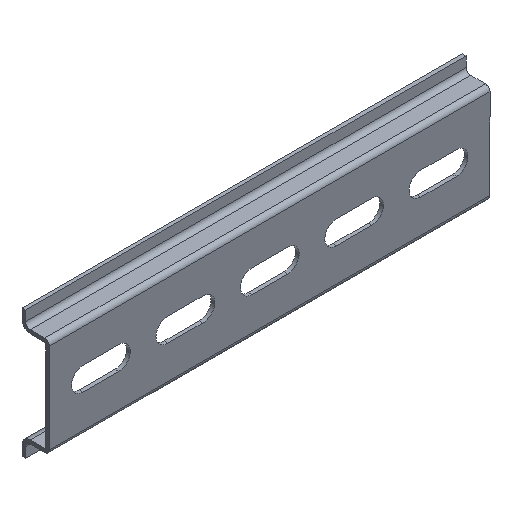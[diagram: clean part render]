
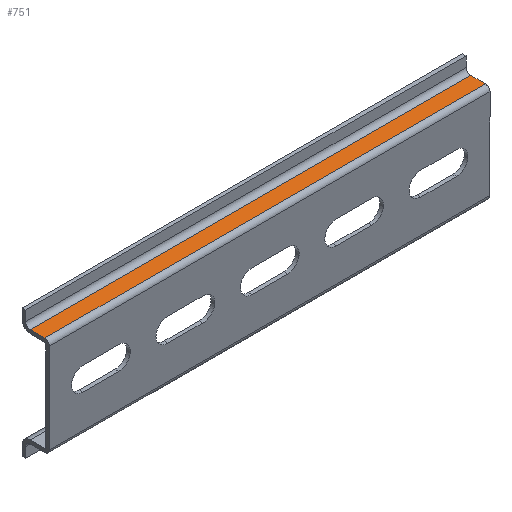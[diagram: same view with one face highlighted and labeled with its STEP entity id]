
A CAD part, isometric view. The second image highlights one B-rep face of the part: STEP entity #751.
In plain terms, the highlighted planar face has unit normal (0, 0, 1).
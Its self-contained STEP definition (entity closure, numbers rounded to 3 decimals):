
#6 = ORIENTED_EDGE ( 'NONE', *, *, #552, .T. ) ;
#9 = DIRECTION ( 'NONE',  ( -1., 0., 0. ) ) ;
#80 = CARTESIAN_POINT ( 'NONE',  ( 60., 5.25, 13.5 ) ) ;
#137 = EDGE_CURVE ( 'NONE', #1021, #931, #781, .T. ) ;
#182 = EDGE_LOOP ( 'NONE', ( #201, #1423, #1406, #6 ) ) ;
#201 = ORIENTED_EDGE ( 'NONE', *, *, #409, .T. ) ;
#248 = PLANE ( 'NONE',  #337 ) ;
#290 = LINE ( 'NONE', #735, #928 ) ;
#323 = CARTESIAN_POINT ( 'NONE',  ( -60., 1.25, 13.5 ) ) ;
#326 = CARTESIAN_POINT ( 'NONE',  ( 60., 1.25, 13.5 ) ) ;
#337 = AXIS2_PLACEMENT_3D ( 'NONE', #930, #698, #591 ) ;
#409 = EDGE_CURVE ( 'NONE', #1222, #931, #947, .T. ) ;
#412 = VECTOR ( 'NONE', #9, 1000. ) ;
#467 = VECTOR ( 'NONE', #1284, 1000. ) ;
#515 = CARTESIAN_POINT ( 'NONE',  ( -60., 1.25, 13.5 ) ) ;
#552 = EDGE_CURVE ( 'NONE', #873, #1222, #290, .T. ) ;
#591 = DIRECTION ( 'NONE',  ( -1., 0., 0. ) ) ;
#698 = DIRECTION ( 'NONE',  ( 0., 0., -1. ) ) ;
#718 = CARTESIAN_POINT ( 'NONE',  ( 60., 1.25, 13.5 ) ) ;
#734 = CARTESIAN_POINT ( 'NONE',  ( -60., 5.25, 13.5 ) ) ;
#735 = CARTESIAN_POINT ( 'NONE',  ( 60., 5.25, 13.5 ) ) ;
#751 = ADVANCED_FACE ( 'NONE', ( #1147 ), #248, .F. ) ;
#781 = LINE ( 'NONE', #326, #412 ) ;
#789 = CARTESIAN_POINT ( 'NONE',  ( 60., 1.25, 13.5 ) ) ;
#850 = EDGE_CURVE ( 'NONE', #873, #1021, #1197, .T. ) ;
#873 = VERTEX_POINT ( 'NONE', #80 ) ;
#928 = VECTOR ( 'NONE', #1179, 1000. ) ;
#930 = CARTESIAN_POINT ( 'NONE',  ( 60., 1.25, 13.5 ) ) ;
#931 = VERTEX_POINT ( 'NONE', #323 ) ;
#945 = DIRECTION ( 'NONE',  ( 0., -1., 0. ) ) ;
#947 = LINE ( 'NONE', #515, #467 ) ;
#1021 = VERTEX_POINT ( 'NONE', #789 ) ;
#1133 = VECTOR ( 'NONE', #945, 1000. ) ;
#1147 = FACE_OUTER_BOUND ( 'NONE', #182, .T. ) ;
#1179 = DIRECTION ( 'NONE',  ( -1., 0., 0. ) ) ;
#1197 = LINE ( 'NONE', #718, #1133 ) ;
#1222 = VERTEX_POINT ( 'NONE', #734 ) ;
#1284 = DIRECTION ( 'NONE',  ( 0., -1., 0. ) ) ;
#1406 = ORIENTED_EDGE ( 'NONE', *, *, #850, .F. ) ;
#1423 = ORIENTED_EDGE ( 'NONE', *, *, #137, .F. ) ;
